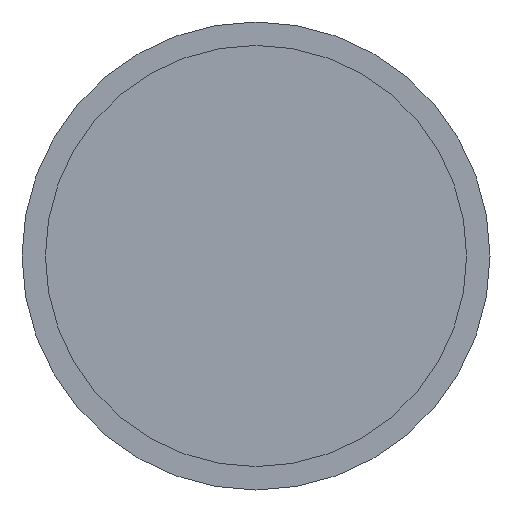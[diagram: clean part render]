
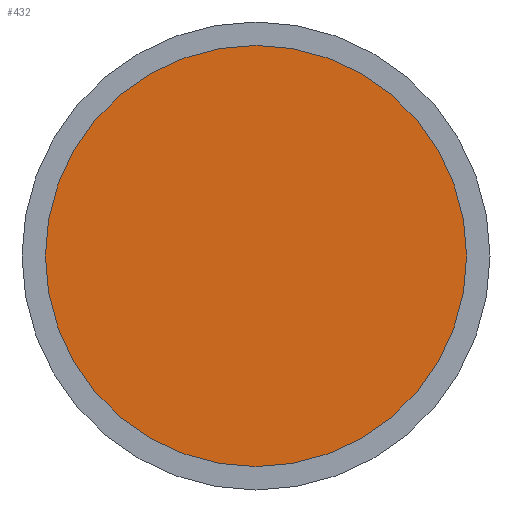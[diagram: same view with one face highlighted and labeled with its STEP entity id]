
A CAD part, front view. The second image highlights one B-rep face of the part: STEP entity #432.
In plain terms, the highlighted planar face has unit normal (0, -1, 0).
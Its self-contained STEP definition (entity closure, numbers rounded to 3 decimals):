
#145=CARTESIAN_POINT('',(0.,-280.,0.));
#146=DIRECTION('',(0.,1.,0.));
#147=DIRECTION('',(0.,0.,-1.));
#148=AXIS2_PLACEMENT_3D('',#145,#146,#147);
#150=CARTESIAN_POINT('',(0.,-280.,0.));
#151=DIRECTION('',(0.,1.,0.));
#152=DIRECTION('',(0.,0.,1.));
#153=AXIS2_PLACEMENT_3D('',#150,#151,#152);
#179=CARTESIAN_POINT('',(0.,-280.,-72.));
#180=CARTESIAN_POINT('',(0.,-280.,72.));
#181=VERTEX_POINT('',#179);
#182=VERTEX_POINT('',#180);
#423=CARTESIAN_POINT('',(0.,-280.,0.));
#424=DIRECTION('',(0.,1.,0.));
#425=DIRECTION('',(0.,0.,-1.));
#426=AXIS2_PLACEMENT_3D('',#423,#424,#425);
#427=PLANE('',#426);
#428=ORIENTED_EDGE('',*,*,#403,.T.);
#429=ORIENTED_EDGE('',*,*,#417,.T.);
#430=EDGE_LOOP('',(#428,#429));
#431=FACE_OUTER_BOUND('',#430,.F.);
#432=ADVANCED_FACE('',(#431),#427,.F.);
#149=CIRCLE('',#148,72.);
#154=CIRCLE('',#153,72.);
#403=EDGE_CURVE('',#181,#182,#149,.T.);
#417=EDGE_CURVE('',#182,#181,#154,.T.);
